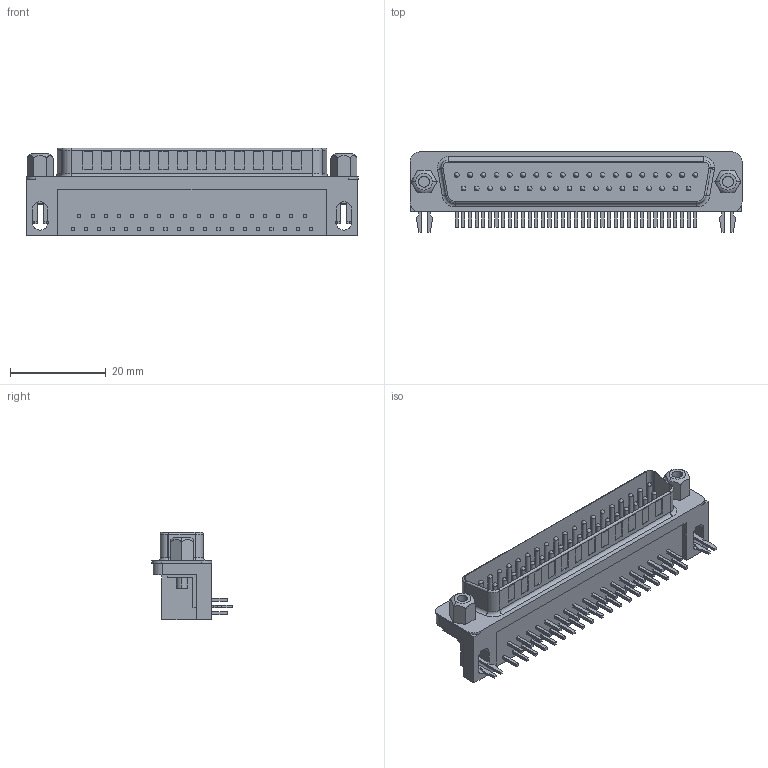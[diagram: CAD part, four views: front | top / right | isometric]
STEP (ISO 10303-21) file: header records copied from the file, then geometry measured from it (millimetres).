
FILE_DESCRIPTION (( 'STEP AP203' ), '1' );
FILE_NAME ('SD37P-RA-PC.STEP', '2011-05-04T13:58:24', ( 'x' ), ( 'Microsoft' ), 'SwSTEP 2.0', 'SolidWorks 2010', '' );
FILE_SCHEMA (( 'CONFIG_CONTROL_DESIGN' ));
Length unit declared in the file: inch
Products named in the file (1): SD37P-RA-PC
Bounding box: 69.39 x 16.76 x 18.26 mm (x, y, z)
Volume: 8201.9 mm3; surface area: 6756.9 mm2
Topology: 1 solids, 1 shells, 565 faces, 1349 edges, 889 vertices
Faces by surface type: plane 404, cylinder 110, bspline 37, torus 14
Entity records: 22970 total; most frequent: CARTESIAN_POINT 9850, ORIENTED_EDGE 2698, DIRECTION 2486, EDGE_CURVE 1349, LINE 1098, VECTOR 1098, VERTEX_POINT 889, AXIS2_PLACEMENT_3D 694
